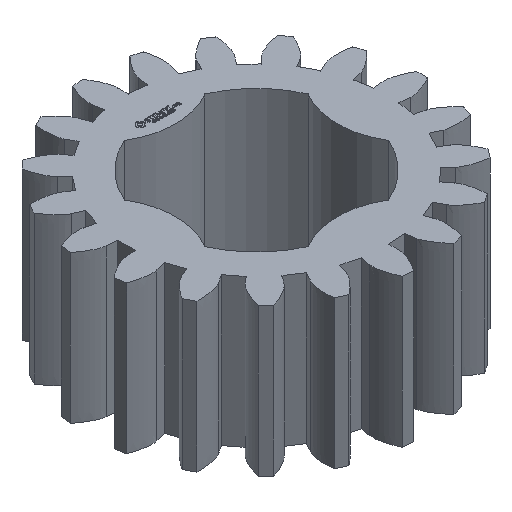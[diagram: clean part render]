
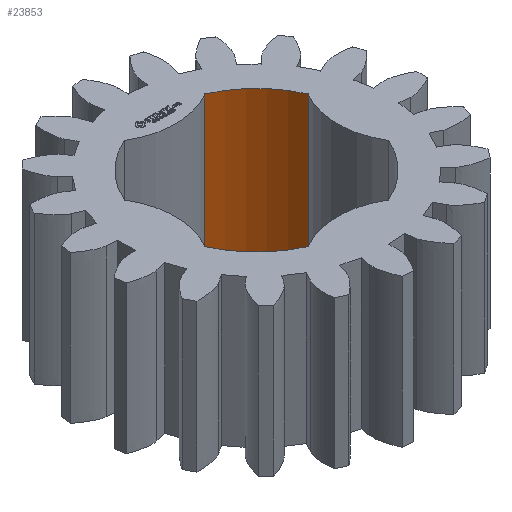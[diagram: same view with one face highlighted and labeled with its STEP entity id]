
A CAD part, isometric view. The second image highlights one B-rep face of the part: STEP entity #23853.
In plain terms, the highlighted cylindrical face has radius 6.35 mm (diameter 12.7 mm), a partial arc.
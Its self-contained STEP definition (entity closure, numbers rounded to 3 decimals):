
#93 = PLANE('',#94);
#94 = AXIS2_PLACEMENT_3D('',#95,#96,#97);
#95 = CARTESIAN_POINT('',(0.,0.,9.375));
#96 = DIRECTION('',(0.,0.,1.));
#97 = DIRECTION('',(1.,0.,0.));
#168 = PLANE('',#169);
#169 = AXIS2_PLACEMENT_3D('',#170,#171,#172);
#170 = CARTESIAN_POINT('',(0.,0.,0.));
#171 = DIRECTION('',(0.,0.,1.));
#172 = DIRECTION('',(1.,0.,0.));
#5672 = VERTEX_POINT('',#5673);
#5673 = CARTESIAN_POINT('',(2.55,5.816,0.));
#5688 = CYLINDRICAL_SURFACE('',#5689,4.9);
#5689 = AXIS2_PLACEMENT_3D('',#5690,#5691,#5692);
#5690 = CARTESIAN_POINT('',(0.,10.,0.));
#5691 = DIRECTION('',(0.,-0.,-1.));
#5692 = DIRECTION('',(0.707,0.707,0.));
#5700 = EDGE_CURVE('',#5701,#5672,#5703,.T.);
#5701 = VERTEX_POINT('',#5702);
#5702 = CARTESIAN_POINT('',(5.816,2.55,0.));
#5703 = SURFACE_CURVE('',#5704,(#5709,#5716),.PCURVE_S1.);
#5704 = CIRCLE('',#5705,6.35);
#5705 = AXIS2_PLACEMENT_3D('',#5706,#5707,#5708);
#5706 = CARTESIAN_POINT('',(0.,0.,0.));
#5707 = DIRECTION('',(0.,-0.,1.));
#5708 = DIRECTION('',(0.707,0.707,0.));
#5709 = PCURVE('',#168,#5710);
#5710 = DEFINITIONAL_REPRESENTATION('',(#5711),#5715);
#5711 = CIRCLE('',#5712,6.35);
#5712 = AXIS2_PLACEMENT_2D('',#5713,#5714);
#5713 = CARTESIAN_POINT('',(0.,0.));
#5714 = DIRECTION('',(0.707,0.707));
#5715 = ( GEOMETRIC_REPRESENTATION_CONTEXT(2) 
PARAMETRIC_REPRESENTATION_CONTEXT() REPRESENTATION_CONTEXT('2D SPACE',''
  ) );
#5716 = PCURVE('',#5717,#5722);
#5717 = CYLINDRICAL_SURFACE('',#5718,6.35);
#5718 = AXIS2_PLACEMENT_3D('',#5719,#5720,#5721);
#5719 = CARTESIAN_POINT('',(0.,0.,0.));
#5720 = DIRECTION('',(0.,-0.,-1.));
#5721 = DIRECTION('',(0.707,0.707,0.));
#5722 = DEFINITIONAL_REPRESENTATION('',(#5723),#5727);
#5723 = LINE('',#5724,#5725);
#5724 = CARTESIAN_POINT('',(-0.,0.));
#5725 = VECTOR('',#5726,1.);
#5726 = DIRECTION('',(-1.,0.));
#5727 = ( GEOMETRIC_REPRESENTATION_CONTEXT(2) 
PARAMETRIC_REPRESENTATION_CONTEXT() REPRESENTATION_CONTEXT('2D SPACE',''
  ) );
#5746 = CYLINDRICAL_SURFACE('',#5747,4.9);
#5747 = AXIS2_PLACEMENT_3D('',#5748,#5749,#5750);
#5748 = CARTESIAN_POINT('',(10.,0.,0.));
#5749 = DIRECTION('',(0.,-0.,-1.));
#5750 = DIRECTION('',(0.707,0.707,0.));
#9682 = VERTEX_POINT('',#9683);
#9683 = CARTESIAN_POINT('',(2.55,5.816,9.375));
#9705 = EDGE_CURVE('',#9706,#9682,#9708,.T.);
#9706 = VERTEX_POINT('',#9707);
#9707 = CARTESIAN_POINT('',(5.816,2.55,9.375));
#9708 = SURFACE_CURVE('',#9709,(#9714,#9721),.PCURVE_S1.);
#9709 = CIRCLE('',#9710,6.35);
#9710 = AXIS2_PLACEMENT_3D('',#9711,#9712,#9713);
#9711 = CARTESIAN_POINT('',(0.,0.,9.375)
  );
#9712 = DIRECTION('',(0.,-0.,1.));
#9713 = DIRECTION('',(0.707,0.707,0.));
#9714 = PCURVE('',#93,#9715);
#9715 = DEFINITIONAL_REPRESENTATION('',(#9716),#9720);
#9716 = CIRCLE('',#9717,6.35);
#9717 = AXIS2_PLACEMENT_2D('',#9718,#9719);
#9718 = CARTESIAN_POINT('',(0.,0.));
#9719 = DIRECTION('',(0.707,0.707));
#9720 = ( GEOMETRIC_REPRESENTATION_CONTEXT(2) 
PARAMETRIC_REPRESENTATION_CONTEXT() REPRESENTATION_CONTEXT('2D SPACE',''
  ) );
#9721 = PCURVE('',#5717,#9722);
#9722 = DEFINITIONAL_REPRESENTATION('',(#9723),#9727);
#9723 = LINE('',#9724,#9725);
#9724 = CARTESIAN_POINT('',(-0.,-9.375));
#9725 = VECTOR('',#9726,1.);
#9726 = DIRECTION('',(-1.,0.));
#9727 = ( GEOMETRIC_REPRESENTATION_CONTEXT(2) 
PARAMETRIC_REPRESENTATION_CONTEXT() REPRESENTATION_CONTEXT('2D SPACE',''
  ) );
#23830 = EDGE_CURVE('',#5701,#9706,#23831,.T.);
#23831 = SURFACE_CURVE('',#23832,(#23836,#23843),.PCURVE_S1.);
#23832 = LINE('',#23833,#23834);
#23833 = CARTESIAN_POINT('',(5.816,2.55,0.));
#23834 = VECTOR('',#23835,1.);
#23835 = DIRECTION('',(0.,0.,1.));
#23836 = PCURVE('',#5746,#23837);
#23837 = DEFINITIONAL_REPRESENTATION('',(#23838),#23842);
#23838 = LINE('',#23839,#23840);
#23839 = CARTESIAN_POINT('',(-1.809,0.));
#23840 = VECTOR('',#23841,1.);
#23841 = DIRECTION('',(-0.,-1.));
#23842 = ( GEOMETRIC_REPRESENTATION_CONTEXT(2) 
PARAMETRIC_REPRESENTATION_CONTEXT() REPRESENTATION_CONTEXT('2D SPACE',''
  ) );
#23843 = PCURVE('',#5717,#23844);
#23844 = DEFINITIONAL_REPRESENTATION('',(#23845),#23849);
#23845 = LINE('',#23846,#23847);
#23846 = CARTESIAN_POINT('',(-5.911,0.));
#23847 = VECTOR('',#23848,1.);
#23848 = DIRECTION('',(-0.,-1.));
#23849 = ( GEOMETRIC_REPRESENTATION_CONTEXT(2) 
PARAMETRIC_REPRESENTATION_CONTEXT() REPRESENTATION_CONTEXT('2D SPACE',''
  ) );
#23853 = ADVANCED_FACE('',(#23854),#5717,.F.);
#23854 = FACE_BOUND('',#23855,.T.);
#23855 = EDGE_LOOP('',(#23856,#23857,#23858,#23879));
#23856 = ORIENTED_EDGE('',*,*,#23830,.T.);
#23857 = ORIENTED_EDGE('',*,*,#9705,.T.);
#23858 = ORIENTED_EDGE('',*,*,#23859,.F.);
#23859 = EDGE_CURVE('',#5672,#9682,#23860,.T.);
#23860 = SURFACE_CURVE('',#23861,(#23865,#23872),.PCURVE_S1.);
#23861 = LINE('',#23862,#23863);
#23862 = CARTESIAN_POINT('',(2.55,5.816,0.));
#23863 = VECTOR('',#23864,1.);
#23864 = DIRECTION('',(0.,0.,1.));
#23865 = PCURVE('',#5717,#23866);
#23866 = DEFINITIONAL_REPRESENTATION('',(#23867),#23871);
#23867 = LINE('',#23868,#23869);
#23868 = CARTESIAN_POINT('',(-6.655,0.));
#23869 = VECTOR('',#23870,1.);
#23870 = DIRECTION('',(-0.,-1.));
#23871 = ( GEOMETRIC_REPRESENTATION_CONTEXT(2) 
PARAMETRIC_REPRESENTATION_CONTEXT() REPRESENTATION_CONTEXT('2D SPACE',''
  ) );
#23872 = PCURVE('',#5688,#23873);
#23873 = DEFINITIONAL_REPRESENTATION('',(#23874),#23878);
#23874 = LINE('',#23875,#23876);
#23875 = CARTESIAN_POINT('',(-4.474,0.));
#23876 = VECTOR('',#23877,1.);
#23877 = DIRECTION('',(-0.,-1.));
#23878 = ( GEOMETRIC_REPRESENTATION_CONTEXT(2) 
PARAMETRIC_REPRESENTATION_CONTEXT() REPRESENTATION_CONTEXT('2D SPACE',''
  ) );
#23879 = ORIENTED_EDGE('',*,*,#5700,.F.);
